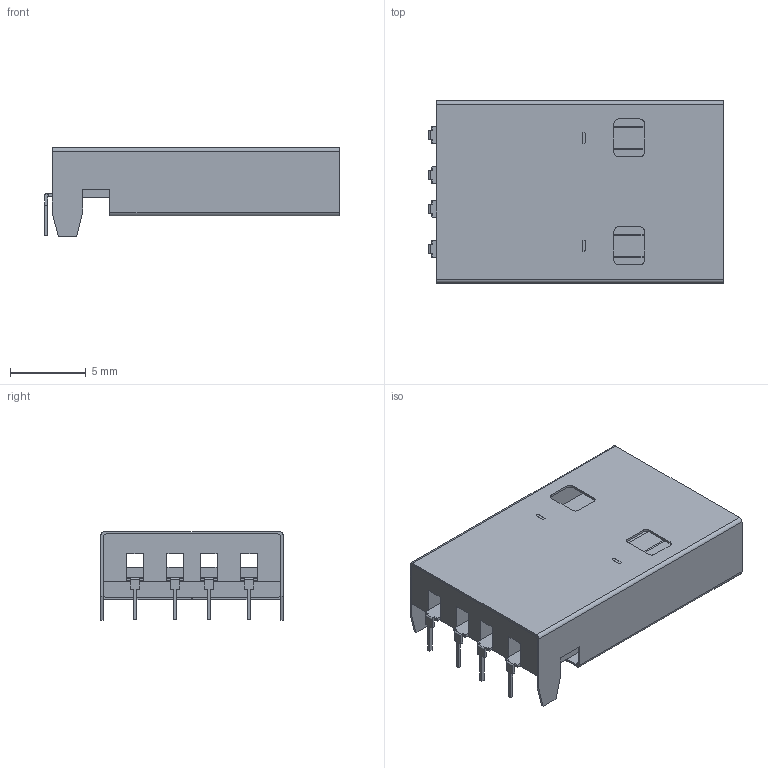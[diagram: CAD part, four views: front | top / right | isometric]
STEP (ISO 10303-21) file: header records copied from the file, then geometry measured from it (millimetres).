
FILE_DESCRIPTION(/* description */ (''),/* implementation_level */ '2;1');
FILE_NAME(/* name */ '491fbedf-ac72-498d-bfb9-0f095047ae0f.stp',/* time_stamp */ '2019-07-06T17:23:01+00:00',/* author */ (''),/* organization */ (''),/* preprocessor_version */ 'ST-DEVELOPER v18',/* originating_system */ 'Autodesk Translation Framework v8.2.0.1029',/* authorisation */ '');
FILE_SCHEMA (('AUTOMOTIVE_DESIGN { 1 0 10303 214 3 1 1 }'));
Length unit declared in the file: millimetre
Products named in the file (1): USB A PCB Connector
Bounding box: 19.4 x 12 x 5.85 mm (x, y, z)
Volume: 633.3 mm3; surface area: 2059.8 mm2
Topology: 6 solids, 6 shells, 235 faces, 651 edges, 426 vertices
Faces by surface type: plane 150, cylinder 77, torus 8
Entity records: 7581 total; most frequent: CARTESIAN_POINT 1313, ORIENTED_EDGE 1302, DIRECTION 1279, EDGE_CURVE 651, LINE 495, VECTOR 495, VERTEX_POINT 426, AXIS2_PLACEMENT_3D 392
